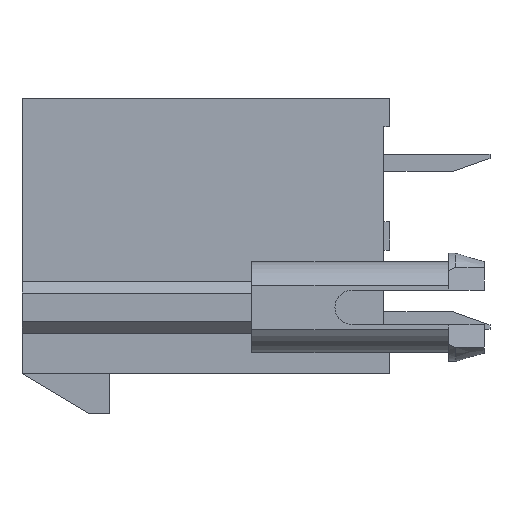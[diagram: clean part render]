
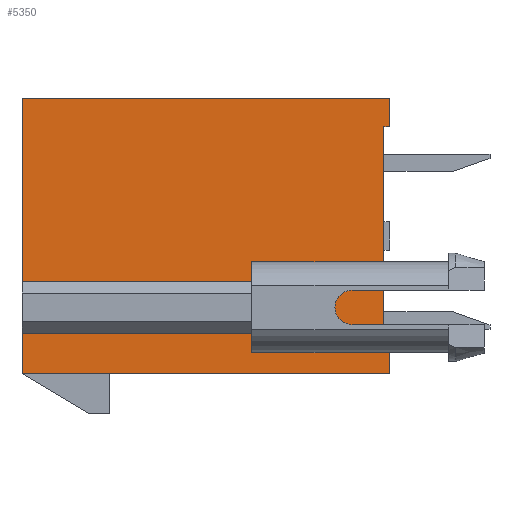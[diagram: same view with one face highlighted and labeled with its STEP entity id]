
A CAD part, left-side view. The second image highlights one B-rep face of the part: STEP entity #5350.
In plain terms, the highlighted planar face has unit normal (-1, 0, 0).
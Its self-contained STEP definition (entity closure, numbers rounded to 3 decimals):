
#1=DIRECTION('',(0.,0.,-1.));
#2=VECTOR('',#1,7.6);
#3=CARTESIAN_POINT('',(-11.1,0.2,3.8));
#4=LINE('',#3,#2);
#5=DIRECTION('',(0.,1.,0.));
#6=VECTOR('',#5,0.2);
#7=CARTESIAN_POINT('',(-11.1,0.,-3.8));
#8=LINE('',#7,#6);
#9=DIRECTION('',(0.,0.,-1.));
#10=VECTOR('',#9,1.);
#11=CARTESIAN_POINT('',(-11.1,0.,-3.8));
#12=LINE('',#11,#10);
#13=DIRECTION('',(0.,1.,0.));
#14=VECTOR('',#13,12.8);
#15=CARTESIAN_POINT('',(-11.1,0.,-4.8));
#16=LINE('',#15,#14);
#17=DIRECTION('',(0.,0.,1.));
#18=VECTOR('',#17,1.41);
#19=CARTESIAN_POINT('',(-11.1,12.8,-4.8));
#20=LINE('',#19,#18);
#21=DIRECTION('',(0.,1.,0.));
#22=VECTOR('',#21,8.);
#23=CARTESIAN_POINT('',(-11.1,4.8,-3.39));
#24=LINE('',#23,#22);
#25=DIRECTION('',(0.,0.,1.));
#26=VECTOR('',#25,0.235);
#27=CARTESIAN_POINT('',(-11.1,4.8,-3.625));
#28=LINE('',#27,#26);
#29=DIRECTION('',(0.,-1.,0.));
#30=VECTOR('',#29,2.1);
#31=CARTESIAN_POINT('',(-11.1,4.8,-3.625));
#32=LINE('',#31,#30);
#33=DIRECTION('',(0.,-1.,0.));
#34=VECTOR('',#33,2.1);
#35=CARTESIAN_POINT('',(-11.1,4.8,-1.355));
#36=LINE('',#35,#34);
#37=DIRECTION('',(0.,0.,1.));
#38=VECTOR('',#37,0.235);
#39=CARTESIAN_POINT('',(-11.1,4.8,-1.59));
#40=LINE('',#39,#38);
#41=DIRECTION('',(0.,1.,0.));
#42=VECTOR('',#41,8.);
#43=CARTESIAN_POINT('',(-11.1,4.8,-1.59));
#44=LINE('',#43,#42);
#45=DIRECTION('',(0.,0.,1.));
#46=VECTOR('',#45,6.39);
#47=CARTESIAN_POINT('',(-11.1,12.8,-1.59));
#48=LINE('',#47,#46);
#49=DIRECTION('',(0.,-1.,0.));
#50=VECTOR('',#49,12.8);
#51=CARTESIAN_POINT('',(-11.1,12.8,4.8));
#52=LINE('',#51,#50);
#53=DIRECTION('',(0.,0.,-1.));
#54=VECTOR('',#53,1.);
#55=CARTESIAN_POINT('',(-11.1,0.,4.8));
#56=LINE('',#55,#54);
#57=DIRECTION('',(0.,1.,0.));
#58=VECTOR('',#57,0.2);
#59=CARTESIAN_POINT('',(-11.1,0.,3.8));
#60=LINE('',#59,#58);
#3798=DIRECTION('',(0.,0.,1.));
#3799=VECTOR('',#3798,2.27);
#3800=CARTESIAN_POINT('',(-11.1,2.7,-3.625));
#3801=LINE('',#3800,#3799);
#4007=CARTESIAN_POINT('',(-11.1,0.,-4.8));
#4008=CARTESIAN_POINT('',(-11.1,12.8,-4.8));
#4009=VERTEX_POINT('',#4007);
#4010=VERTEX_POINT('',#4008);
#4011=CARTESIAN_POINT('',(-11.1,12.8,4.8));
#4012=CARTESIAN_POINT('',(-11.1,0.,4.8));
#4013=VERTEX_POINT('',#4011);
#4014=VERTEX_POINT('',#4012);
#4287=CARTESIAN_POINT('',(-11.1,4.8,-3.625));
#4288=CARTESIAN_POINT('',(-11.1,4.8,-3.39));
#4289=VERTEX_POINT('',#4287);
#4290=VERTEX_POINT('',#4288);
#4299=CARTESIAN_POINT('',(-11.1,4.8,-1.355));
#4301=VERTEX_POINT('',#4299);
#4305=CARTESIAN_POINT('',(-11.1,2.7,-1.355));
#4306=VERTEX_POINT('',#4305);
#4307=CARTESIAN_POINT('',(-11.1,2.7,-3.625));
#4308=VERTEX_POINT('',#4307);
#4467=CARTESIAN_POINT('',(-11.1,4.8,-1.59));
#4468=VERTEX_POINT('',#4467);
#4473=CARTESIAN_POINT('',(-11.1,12.8,-3.39));
#4474=VERTEX_POINT('',#4473);
#4475=CARTESIAN_POINT('',(-11.1,12.8,-1.59));
#4476=VERTEX_POINT('',#4475);
#4485=CARTESIAN_POINT('',(-11.1,0.,3.8));
#4486=VERTEX_POINT('',#4485);
#4487=CARTESIAN_POINT('',(-11.1,0.,-3.8));
#4488=VERTEX_POINT('',#4487);
#4497=CARTESIAN_POINT('',(-11.1,0.2,-3.8));
#4498=VERTEX_POINT('',#4497);
#4499=CARTESIAN_POINT('',(-11.1,0.2,3.8));
#4500=VERTEX_POINT('',#4499);
#5311=CARTESIAN_POINT('',(-11.1,0.,0.));
#5312=DIRECTION('',(1.,0.,0.));
#5313=DIRECTION('',(0.,0.,-1.));
#5314=AXIS2_PLACEMENT_3D('',#5311,#5312,#5313);
#5315=PLANE('',#5314);
#5317=ORIENTED_EDGE('',*,*,#5316,.T.);
#5319=ORIENTED_EDGE('',*,*,#5318,.F.);
#5321=ORIENTED_EDGE('',*,*,#5320,.T.);
#5323=ORIENTED_EDGE('',*,*,#5322,.T.);
#5325=ORIENTED_EDGE('',*,*,#5324,.T.);
#5327=ORIENTED_EDGE('',*,*,#5326,.F.);
#5329=ORIENTED_EDGE('',*,*,#5328,.F.);
#5331=ORIENTED_EDGE('',*,*,#5330,.T.);
#5333=ORIENTED_EDGE('',*,*,#5332,.T.);
#5335=ORIENTED_EDGE('',*,*,#5334,.F.);
#5337=ORIENTED_EDGE('',*,*,#5336,.F.);
#5339=ORIENTED_EDGE('',*,*,#5338,.T.);
#5341=ORIENTED_EDGE('',*,*,#5340,.T.);
#5343=ORIENTED_EDGE('',*,*,#5342,.T.);
#5345=ORIENTED_EDGE('',*,*,#5344,.T.);
#5347=ORIENTED_EDGE('',*,*,#5346,.T.);
#5348=EDGE_LOOP('',(#5317,#5319,#5321,#5323,#5325,#5327,#5329,#5331,#5333,#5335,
#5337,#5339,#5341,#5343,#5345,#5347));
#5349=FACE_OUTER_BOUND('',#5348,.F.);
#5350=ADVANCED_FACE('',(#5349),#5315,.F.);
#5316=EDGE_CURVE('',#4500,#4498,#4,.T.);
#5318=EDGE_CURVE('',#4488,#4498,#8,.T.);
#5320=EDGE_CURVE('',#4488,#4009,#12,.T.);
#5322=EDGE_CURVE('',#4009,#4010,#16,.T.);
#5324=EDGE_CURVE('',#4010,#4474,#20,.T.);
#5326=EDGE_CURVE('',#4290,#4474,#24,.T.);
#5328=EDGE_CURVE('',#4289,#4290,#28,.T.);
#5330=EDGE_CURVE('',#4289,#4308,#32,.T.);
#5332=EDGE_CURVE('',#4308,#4306,#3801,.T.);
#5334=EDGE_CURVE('',#4301,#4306,#36,.T.);
#5336=EDGE_CURVE('',#4468,#4301,#40,.T.);
#5338=EDGE_CURVE('',#4468,#4476,#44,.T.);
#5340=EDGE_CURVE('',#4476,#4013,#48,.T.);
#5342=EDGE_CURVE('',#4013,#4014,#52,.T.);
#5344=EDGE_CURVE('',#4014,#4486,#56,.T.);
#5346=EDGE_CURVE('',#4486,#4500,#60,.T.);
